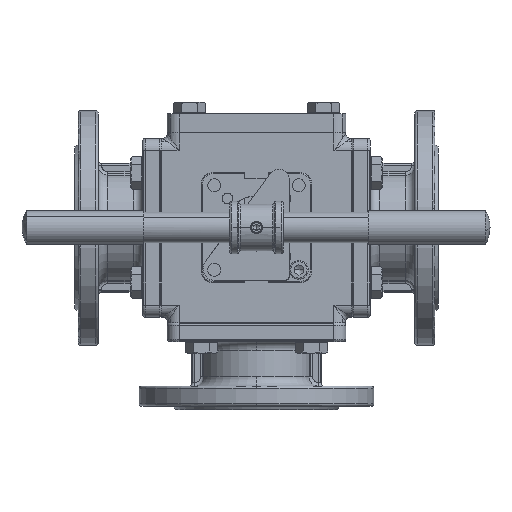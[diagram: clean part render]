
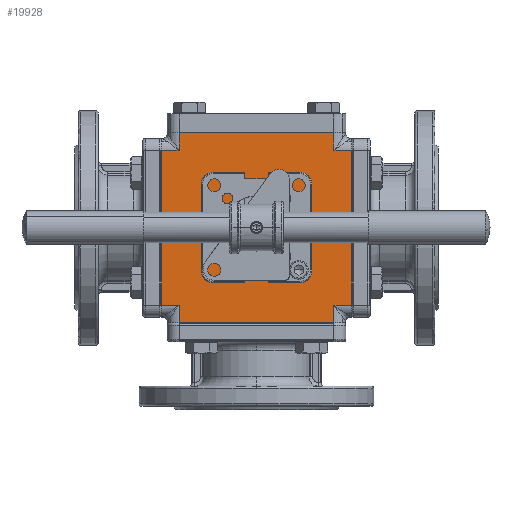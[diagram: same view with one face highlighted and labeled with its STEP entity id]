
A CAD part, top view. The second image highlights one B-rep face of the part: STEP entity #19928.
In plain terms, the highlighted planar face has unit normal (0, 0, 1).
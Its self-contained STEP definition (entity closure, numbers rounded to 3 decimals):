
#15471=CARTESIAN_POINT('',(66.,-66.,76.));
#15472=VERTEX_POINT('',#15471);
#15836=CARTESIAN_POINT('',(66.,66.,76.));
#15837=VERTEX_POINT('',#15836);
#16201=CARTESIAN_POINT('',(-66.,66.,76.));
#16202=VERTEX_POINT('',#16201);
#16446=CARTESIAN_POINT('',(-66.,-66.,76.));
#16447=VERTEX_POINT('',#16446);
#19813=CARTESIAN_POINT('',(-0.,0.,76.));
#19814=DIRECTION('',(0.,0.,1.));
#19815=DIRECTION('',(-1.,-0.,0.));
#19816=AXIS2_PLACEMENT_3D('',#19813,#19814,#19815);
#19817=PLANE('',#19816);
#19818=CARTESIAN_POINT('',(66.,81.,76.));
#19819=VERTEX_POINT('',#19818);
#19820=CARTESIAN_POINT('',(66.,81.,76.));
#19821=DIRECTION('',(0.,-1.,0.));
#19822=VECTOR('',#19821,15.);
#19823=LINE('',#19820,#19822);
#19824=EDGE_CURVE('',#19819,#15837,#19823,.T.);
#19825=ORIENTED_EDGE('',*,*,#19824,.F.);
#19826=CARTESIAN_POINT('',(-66.,81.,76.));
#19827=VERTEX_POINT('',#19826);
#19828=CARTESIAN_POINT('',(-66.,81.,76.));
#19829=DIRECTION('',(1.,0.,-0.));
#19830=VECTOR('',#19829,132.);
#19831=LINE('',#19828,#19830);
#19832=EDGE_CURVE('',#19827,#19819,#19831,.T.);
#19833=ORIENTED_EDGE('',*,*,#19832,.F.);
#19834=CARTESIAN_POINT('',(-66.,66.,76.));
#19835=DIRECTION('',(-0.,1.,-0.));
#19836=VECTOR('',#19835,15.);
#19837=LINE('',#19834,#19836);
#19838=EDGE_CURVE('',#16202,#19827,#19837,.T.);
#19839=ORIENTED_EDGE('',*,*,#19838,.F.);
#19840=CARTESIAN_POINT('',(-81.,66.,76.));
#19841=VERTEX_POINT('',#19840);
#19842=CARTESIAN_POINT('',(-81.,66.,76.));
#19843=DIRECTION('',(1.,0.,-0.));
#19844=VECTOR('',#19843,15.);
#19845=LINE('',#19842,#19844);
#19846=EDGE_CURVE('',#19841,#16202,#19845,.T.);
#19847=ORIENTED_EDGE('',*,*,#19846,.F.);
#19848=CARTESIAN_POINT('',(-81.,-66.,76.));
#19849=VERTEX_POINT('',#19848);
#19850=CARTESIAN_POINT('',(-81.,-66.,76.));
#19851=DIRECTION('',(-0.,1.,-0.));
#19852=VECTOR('',#19851,132.);
#19853=LINE('',#19850,#19852);
#19854=EDGE_CURVE('',#19849,#19841,#19853,.T.);
#19855=ORIENTED_EDGE('',*,*,#19854,.F.);
#19856=CARTESIAN_POINT('',(-66.,-66.,76.));
#19857=DIRECTION('',(-1.,-0.,0.));
#19858=VECTOR('',#19857,15.);
#19859=LINE('',#19856,#19858);
#19860=EDGE_CURVE('',#16447,#19849,#19859,.T.);
#19861=ORIENTED_EDGE('',*,*,#19860,.F.);
#19862=CARTESIAN_POINT('',(-66.,-81.,76.));
#19863=VERTEX_POINT('',#19862);
#19864=CARTESIAN_POINT('',(-66.,-81.,76.));
#19865=DIRECTION('',(-0.,1.,-0.));
#19866=VECTOR('',#19865,15.);
#19867=LINE('',#19864,#19866);
#19868=EDGE_CURVE('',#19863,#16447,#19867,.T.);
#19869=ORIENTED_EDGE('',*,*,#19868,.F.);
#19870=CARTESIAN_POINT('',(66.,-81.,76.));
#19871=VERTEX_POINT('',#19870);
#19872=CARTESIAN_POINT('',(66.,-81.,76.));
#19873=DIRECTION('',(-1.,-0.,0.));
#19874=VECTOR('',#19873,132.);
#19875=LINE('',#19872,#19874);
#19876=EDGE_CURVE('',#19871,#19863,#19875,.T.);
#19877=ORIENTED_EDGE('',*,*,#19876,.F.);
#19878=CARTESIAN_POINT('',(66.,-66.,76.));
#19879=DIRECTION('',(0.,-1.,0.));
#19880=VECTOR('',#19879,15.);
#19881=LINE('',#19878,#19880);
#19882=EDGE_CURVE('',#15472,#19871,#19881,.T.);
#19883=ORIENTED_EDGE('',*,*,#19882,.F.);
#19884=CARTESIAN_POINT('',(81.,-66.,76.));
#19885=VERTEX_POINT('',#19884);
#19886=CARTESIAN_POINT('',(81.,-66.,76.));
#19887=DIRECTION('',(-1.,-0.,0.));
#19888=VECTOR('',#19887,15.);
#19889=LINE('',#19886,#19888);
#19890=EDGE_CURVE('',#19885,#15472,#19889,.T.);
#19891=ORIENTED_EDGE('',*,*,#19890,.F.);
#19892=CARTESIAN_POINT('',(81.,66.,76.));
#19893=VERTEX_POINT('',#19892);
#19894=CARTESIAN_POINT('',(81.,66.,76.));
#19895=DIRECTION('',(0.,-1.,0.));
#19896=VECTOR('',#19895,132.);
#19897=LINE('',#19894,#19896);
#19898=EDGE_CURVE('',#19893,#19885,#19897,.T.);
#19899=ORIENTED_EDGE('',*,*,#19898,.F.);
#19900=CARTESIAN_POINT('',(66.,66.,76.));
#19901=DIRECTION('',(1.,0.,-0.));
#19902=VECTOR('',#19901,15.);
#19903=LINE('',#19900,#19902);
#19904=EDGE_CURVE('',#15837,#19893,#19903,.T.);
#19905=ORIENTED_EDGE('',*,*,#19904,.F.);
#19906=EDGE_LOOP('',(#19825,#19833,#19839,#19847,#19855,#19861,#19869,#19877,#19883,#19891,#19899,#19905));
#19907=FACE_BOUND('',#19906,.T.);
#19908=CARTESIAN_POINT('',(-27.,-0.,76.));
#19909=VERTEX_POINT('',#19908);
#19910=CARTESIAN_POINT('',(27.,0.,76.));
#19911=VERTEX_POINT('',#19910);
#19912=CARTESIAN_POINT('',(0.,0.,76.));
#19913=DIRECTION('',(-0.,-0.,1.));
#19914=DIRECTION('',(1.,0.,0.));
#19915=AXIS2_PLACEMENT_3D('',#19912,#19913,#19914);
#19916=CIRCLE('',#19915,27.);
#19917=EDGE_CURVE('',#19909,#19911,#19916,.T.);
#19918=ORIENTED_EDGE('',*,*,#19917,.F.);
#19919=CARTESIAN_POINT('',(0.,0.,76.));
#19920=DIRECTION('',(-0.,-0.,1.));
#19921=DIRECTION('',(1.,0.,0.));
#19922=AXIS2_PLACEMENT_3D('',#19919,#19920,#19921);
#19923=CIRCLE('',#19922,27.);
#19924=EDGE_CURVE('',#19911,#19909,#19923,.T.);
#19925=ORIENTED_EDGE('',*,*,#19924,.F.);
#19926=EDGE_LOOP('',(#19918,#19925));
#19927=FACE_BOUND('',#19926,.T.);
#19928=ADVANCED_FACE('',(#19907,#19927),#19817,.T.);
